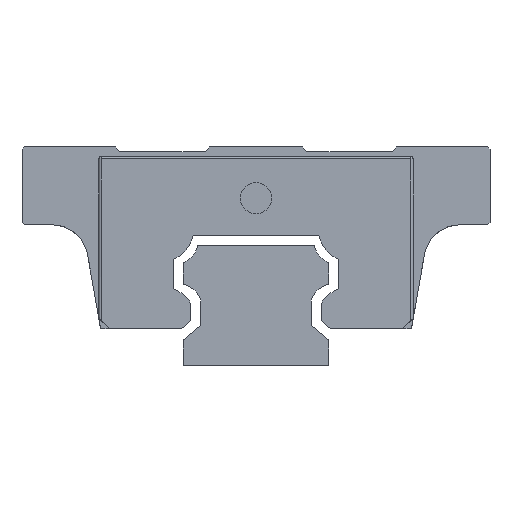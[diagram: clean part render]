
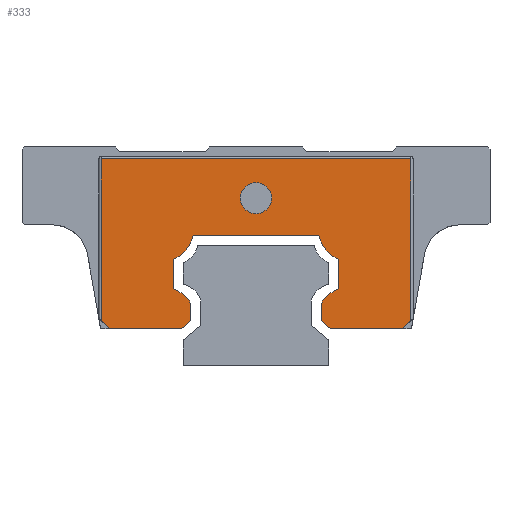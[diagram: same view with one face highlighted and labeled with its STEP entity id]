
A CAD part, left-side view. The second image highlights one B-rep face of the part: STEP entity #333.
In plain terms, the highlighted planar face has unit normal (-1, 0, 0).
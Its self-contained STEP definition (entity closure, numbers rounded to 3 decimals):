
#111=FACE_BOUND('',#704,.T.);
#112=FACE_BOUND('',#705,.T.);
#333=ADVANCED_FACE('',(#111,#112),#489,.T.);
#489=PLANE('',#2906);
#704=EDGE_LOOP('',(#1445));
#705=EDGE_LOOP('',(#1446,#1447,#1448,#1449,#1450,#1451,#1452,#1453,#1454,
#1455,#1456,#1457,#1458,#1459,#1460,#1461,#1462,#1463));
#904=LINE('',#3944,#1128);
#910=LINE('',#3960,#1134);
#913=LINE('',#3966,#1137);
#920=LINE('',#3980,#1144);
#921=LINE('',#3990,#1145);
#934=LINE('',#4017,#1158);
#943=LINE('',#4037,#1167);
#946=LINE('',#4043,#1170);
#951=LINE('',#4052,#1175);
#959=LINE('',#4069,#1183);
#966=LINE('',#4084,#1190);
#967=LINE('',#4088,#1191);
#968=LINE('',#4090,#1192);
#969=LINE('',#4092,#1193);
#1128=VECTOR('',#3173,1.);
#1134=VECTOR('',#3187,1.);
#1137=VECTOR('',#3192,1.);
#1144=VECTOR('',#3201,1.);
#1145=VECTOR('',#3206,1.);
#1158=VECTOR('',#3227,1.);
#1167=VECTOR('',#3240,1.);
#1170=VECTOR('',#3245,1.);
#1175=VECTOR('',#3252,1.);
#1183=VECTOR('',#3266,1.);
#1190=VECTOR('',#3279,1.);
#1191=VECTOR('',#3284,1.);
#1192=VECTOR('',#3285,1.);
#1193=VECTOR('',#3286,1.);
#1445=ORIENTED_EDGE('',*,*,#2460,.F.);
#1446=ORIENTED_EDGE('',*,*,#2411,.T.);
#1447=ORIENTED_EDGE('',*,*,#2461,.T.);
#1448=ORIENTED_EDGE('',*,*,#2462,.T.);
#1449=ORIENTED_EDGE('',*,*,#2463,.T.);
#1450=ORIENTED_EDGE('',*,*,#2424,.T.);
#1451=ORIENTED_EDGE('',*,*,#2434,.T.);
#1452=ORIENTED_EDGE('',*,*,#2437,.T.);
#1453=ORIENTED_EDGE('',*,*,#2442,.T.);
#1454=ORIENTED_EDGE('',*,*,#2444,.T.);
#1455=ORIENTED_EDGE('',*,*,#2451,.T.);
#1456=ORIENTED_EDGE('',*,*,#2453,.T.);
#1457=ORIENTED_EDGE('',*,*,#2459,.T.);
#1458=ORIENTED_EDGE('',*,*,#2382,.T.);
#1459=ORIENTED_EDGE('',*,*,#2390,.T.);
#1460=ORIENTED_EDGE('',*,*,#2393,.T.);
#1461=ORIENTED_EDGE('',*,*,#2398,.T.);
#1462=ORIENTED_EDGE('',*,*,#2401,.T.);
#1463=ORIENTED_EDGE('',*,*,#2408,.T.);
#2123=VERTEX_POINT('',#3927);
#2124=VERTEX_POINT('',#3929);
#2130=VERTEX_POINT('',#3943);
#2132=VERTEX_POINT('',#3949);
#2136=VERTEX_POINT('',#3959);
#2138=VERTEX_POINT('',#3965);
#2144=VERTEX_POINT('',#3979);
#2147=VERTEX_POINT('',#3989);
#2158=VERTEX_POINT('',#4018);
#2159=VERTEX_POINT('',#4019);
#2166=VERTEX_POINT('',#4036);
#2168=VERTEX_POINT('',#4042);
#2171=VERTEX_POINT('',#4051);
#2172=VERTEX_POINT('',#4055);
#2177=VERTEX_POINT('',#4068);
#2178=VERTEX_POINT('',#4072);
#2183=VERTEX_POINT('',#4087);
#2184=VERTEX_POINT('',#4089);
#2185=VERTEX_POINT('',#4091);
#2382=EDGE_CURVE('',#2124,#2123,#2766,.T.);
#2390=EDGE_CURVE('',#2123,#2130,#904,.T.);
#2393=EDGE_CURVE('',#2130,#2132,#2768,.T.);
#2398=EDGE_CURVE('',#2132,#2136,#910,.T.);
#2401=EDGE_CURVE('',#2136,#2138,#913,.T.);
#2408=EDGE_CURVE('',#2138,#2144,#920,.T.);
#2411=EDGE_CURVE('',#2144,#2147,#921,.T.);
#2424=EDGE_CURVE('',#2158,#2159,#934,.T.);
#2434=EDGE_CURVE('',#2159,#2166,#943,.T.);
#2437=EDGE_CURVE('',#2166,#2168,#946,.T.);
#2442=EDGE_CURVE('',#2168,#2171,#951,.T.);
#2444=EDGE_CURVE('',#2171,#2172,#2769,.T.);
#2451=EDGE_CURVE('',#2172,#2177,#959,.T.);
#2453=EDGE_CURVE('',#2177,#2178,#2770,.T.);
#2459=EDGE_CURVE('',#2178,#2124,#966,.T.);
#2460=EDGE_CURVE('',#2183,#2183,#2771,.T.);
#2461=EDGE_CURVE('',#2147,#2184,#967,.T.);
#2462=EDGE_CURVE('',#2184,#2185,#968,.T.);
#2463=EDGE_CURVE('',#2185,#2158,#969,.T.);
#2766=CIRCLE('',#2880,6.635);
#2768=CIRCLE('',#2884,6.635);
#2769=CIRCLE('',#2899,6.635);
#2770=CIRCLE('',#2902,6.635);
#2771=CIRCLE('',#2905,3.);
#2880=AXIS2_PLACEMENT_3D('',#3928,#3162,#3163);
#2884=AXIS2_PLACEMENT_3D('',#3950,#3179,#3180);
#2899=AXIS2_PLACEMENT_3D('',#4056,#3256,#3257);
#2902=AXIS2_PLACEMENT_3D('',#4073,#3270,#3271);
#2905=AXIS2_PLACEMENT_3D('',#4086,#3282,#3283);
#2906=AXIS2_PLACEMENT_3D('',#4093,#3287,#3288);
#3162=DIRECTION('',(-1.,0.,0.));
#3163=DIRECTION('',(0.,1.,0.));
#3173=DIRECTION('',(0.,0.,-1.));
#3179=DIRECTION('',(-1.,0.,0.));
#3180=DIRECTION('',(0.,1.,0.));
#3187=DIRECTION('',(0.,0.,-1.));
#3192=DIRECTION('',(0.,-0.766,-0.643));
#3201=DIRECTION('',(0.,-1.,0.));
#3206=DIRECTION('',(0.,-0.707,0.707));
#3227=DIRECTION('',(0.,-0.707,-0.707));
#3240=DIRECTION('',(0.,-1.,0.));
#3245=DIRECTION('',(0.,-0.766,0.643));
#3252=DIRECTION('',(0.,0.,1.));
#3256=DIRECTION('',(-1.,0.,0.));
#3257=DIRECTION('',(0.,-1.,0.));
#3266=DIRECTION('',(0.,0.,1.));
#3270=DIRECTION('',(-1.,0.,0.));
#3271=DIRECTION('',(0.,-1.,0.));
#3279=DIRECTION('',(0.,-1.,0.));
#3282=DIRECTION('',(-1.,0.,0.));
#3283=DIRECTION('',(0.,1.,0.));
#3284=DIRECTION('',(0.,0.,1.));
#3285=DIRECTION('',(0.,1.,0.));
#3286=DIRECTION('',(0.,0.,-1.));
#3287=DIRECTION('',(-1.,0.,0.));
#3288=DIRECTION('',(0.,0.,1.));
#3927=CARTESIAN_POINT('',(-161.666,-57.708,70.007));
#3928=CARTESIAN_POINT('',(-161.666,-60.358,76.09));
#3929=CARTESIAN_POINT('',(-161.666,-53.907,74.536));
#3943=CARTESIAN_POINT('',(-161.666,-57.708,64.365));
#3944=CARTESIAN_POINT('',(-161.666,-57.708,70.007));
#3949=CARTESIAN_POINT('',(-161.666,-54.371,61.565));
#3950=CARTESIAN_POINT('',(-161.666,-60.068,58.164));
#3959=CARTESIAN_POINT('',(-161.666,-54.371,58.202));
#3960=CARTESIAN_POINT('',(-161.666,-54.371,61.565));
#3965=CARTESIAN_POINT('',(-161.666,-56.207,56.661));
#3966=CARTESIAN_POINT('',(-161.666,-54.371,58.202));
#3979=CARTESIAN_POINT('',(-161.666,-70.054,56.661));
#3980=CARTESIAN_POINT('',(-161.666,-56.207,56.661));
#3989=CARTESIAN_POINT('',(-161.666,-71.61,58.217));
#3990=CARTESIAN_POINT('',(-161.666,-70.054,56.661));
#4017=CARTESIAN_POINT('',(-161.666,-11.605,58.661));
#4018=CARTESIAN_POINT('',(-161.666,-12.055,58.211));
#4019=CARTESIAN_POINT('',(-161.666,-13.605,56.661));
#4036=CARTESIAN_POINT('',(-161.666,-27.458,56.661));
#4037=CARTESIAN_POINT('',(-161.666,-13.605,56.661));
#4042=CARTESIAN_POINT('',(-161.666,-29.295,58.202));
#4043=CARTESIAN_POINT('',(-161.666,-27.458,56.661));
#4051=CARTESIAN_POINT('',(-161.666,-29.295,61.565));
#4052=CARTESIAN_POINT('',(-161.666,-29.295,58.202));
#4055=CARTESIAN_POINT('',(-161.666,-25.958,64.365));
#4056=CARTESIAN_POINT('',(-161.666,-23.598,58.164));
#4068=CARTESIAN_POINT('',(-161.666,-25.958,70.007));
#4069=CARTESIAN_POINT('',(-161.666,-25.958,64.365));
#4072=CARTESIAN_POINT('',(-161.666,-29.758,74.536));
#4073=CARTESIAN_POINT('',(-161.666,-23.308,76.09));
#4084=CARTESIAN_POINT('',(-161.666,-29.758,74.536));
#4086=CARTESIAN_POINT('',(-161.666,-41.833,81.786));
#4087=CARTESIAN_POINT('',(-161.666,-38.833,81.786));
#4088=CARTESIAN_POINT('',(-161.666,-71.61,89.786));
#4089=CARTESIAN_POINT('',(-161.666,-71.61,89.336));
#4090=CARTESIAN_POINT('',(-161.666,-11.605,89.336));
#4091=CARTESIAN_POINT('',(-161.666,-12.055,89.336));
#4092=CARTESIAN_POINT('',(-161.666,-12.055,58.661));
#4093=CARTESIAN_POINT('',(-161.666,-60.358,76.09));
